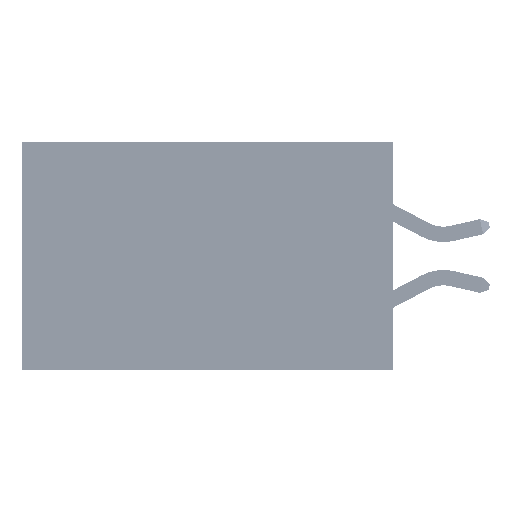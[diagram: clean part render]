
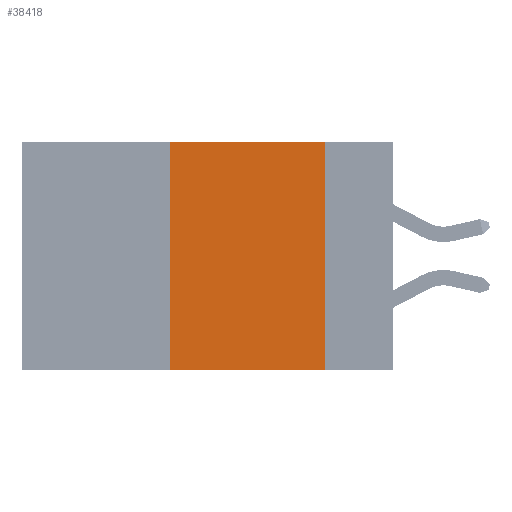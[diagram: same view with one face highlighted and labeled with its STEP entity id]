
A CAD part, left-side view. The second image highlights one B-rep face of the part: STEP entity #38418.
In plain terms, the highlighted planar face has unit normal (-1, 0, 0).
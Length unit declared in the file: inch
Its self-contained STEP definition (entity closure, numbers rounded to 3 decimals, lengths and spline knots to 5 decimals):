
#1950 = VERTEX_POINT ( 'NONE', #30404 ) ;
#2270 = ORIENTED_EDGE ( 'NONE', *, *, #15008, .F. ) ;
#2609 = VERTEX_POINT ( 'NONE', #13589 ) ;
#3728 = CARTESIAN_POINT ( 'NONE',  ( 0., 0.6, -0.37 ) ) ;
#7639 = CARTESIAN_POINT ( 'NONE',  ( 0., 0.6, 0. ) ) ;
#8818 = ORIENTED_EDGE ( 'NONE', *, *, #39543, .F. ) ;
#9486 = DIRECTION ( 'NONE',  ( 0., 0., 1. ) ) ;
#10588 = LINE ( 'NONE', #22504, #18191 ) ;
#13112 = CARTESIAN_POINT ( 'NONE',  ( 0., 0.36, 0. ) ) ;
#13589 = CARTESIAN_POINT ( 'NONE',  ( 0., 0.11, -0.37 ) ) ;
#13921 = LINE ( 'NONE', #3728, #28674 ) ;
#14966 = DIRECTION ( 'NONE',  ( 0., 0., -1. ) ) ;
#15008 = EDGE_CURVE ( 'NONE', #1950, #35536, #17706, .T. ) ;
#15090 = CARTESIAN_POINT ( 'NONE',  ( 0., 0.36, 0. ) ) ;
#17706 = LINE ( 'NONE', #13112, #22225 ) ;
#18191 = VECTOR ( 'NONE', #14966, 39.37008 ) ;
#20537 = AXIS2_PLACEMENT_3D ( 'NONE', #35996, #36235, #20677 ) ;
#20677 = DIRECTION ( 'NONE',  ( 0., 0., -1. ) ) ;
#22225 = VECTOR ( 'NONE', #9486, 39.37008 ) ;
#22448 = DIRECTION ( 'NONE',  ( 0., -1., 0. ) ) ;
#22504 = CARTESIAN_POINT ( 'NONE',  ( 0., 0.11, 0. ) ) ;
#23210 = VERTEX_POINT ( 'NONE', #29890 ) ;
#24570 = FACE_OUTER_BOUND ( 'NONE', #27491, .T. ) ;
#27491 = EDGE_LOOP ( 'NONE', ( #8818, #27631, #2270, #42405 ) ) ;
#27631 = ORIENTED_EDGE ( 'NONE', *, *, #39943, .F. ) ;
#28282 = EDGE_CURVE ( 'NONE', #1950, #2609, #13921, .T. ) ;
#28674 = VECTOR ( 'NONE', #40695, 39.37008 ) ;
#29890 = CARTESIAN_POINT ( 'NONE',  ( 0., 0.11, 0. ) ) ;
#30404 = CARTESIAN_POINT ( 'NONE',  ( 0., 0.36, -0.37 ) ) ;
#35536 = VERTEX_POINT ( 'NONE', #15090 ) ;
#35996 = CARTESIAN_POINT ( 'NONE',  ( 0., 0.6, 0. ) ) ;
#36235 = DIRECTION ( 'NONE',  ( 1., 0., 0. ) ) ;
#36550 = LINE ( 'NONE', #7639, #40797 ) ;
#38418 = ADVANCED_FACE ( 'NONE', ( #24570 ), #39906, .F. ) ;
#39543 = EDGE_CURVE ( 'NONE', #23210, #2609, #10588, .T. ) ;
#39906 = PLANE ( 'NONE',  #20537 ) ;
#39943 = EDGE_CURVE ( 'NONE', #35536, #23210, #36550, .T. ) ;
#40695 = DIRECTION ( 'NONE',  ( 0., -1., 0. ) ) ;
#40797 = VECTOR ( 'NONE', #22448, 39.37008 ) ;
#42405 = ORIENTED_EDGE ( 'NONE', *, *, #28282, .T. ) ;
